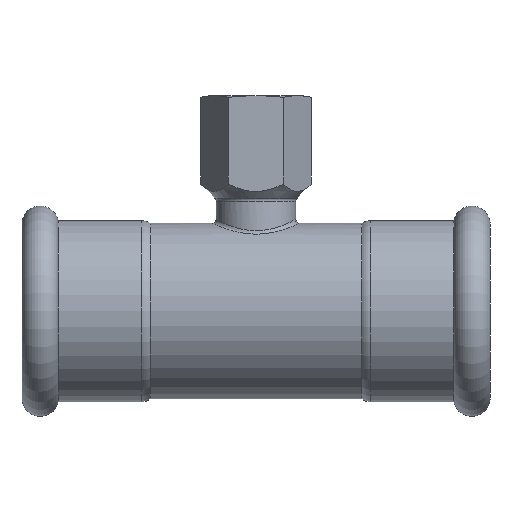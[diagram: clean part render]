
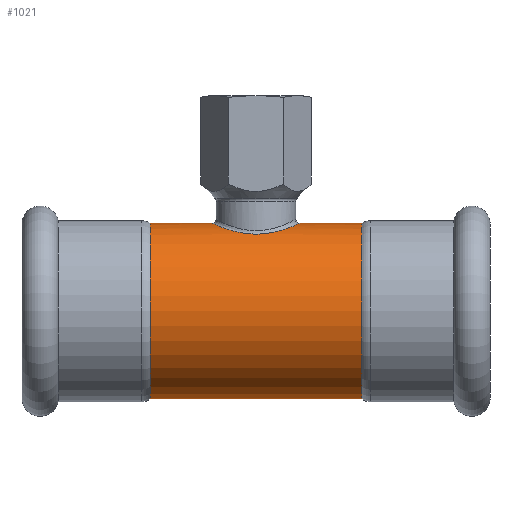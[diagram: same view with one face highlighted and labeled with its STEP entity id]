
A CAD part, front view. The second image highlights one B-rep face of the part: STEP entity #1021.
In plain terms, the highlighted cylindrical face has radius 22 mm (diameter 44 mm), a full revolution.
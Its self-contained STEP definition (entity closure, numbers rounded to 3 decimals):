
#54=FACE_BOUND('',#218,.T.);
#59=B_SPLINE_CURVE_WITH_KNOTS('',3,(#1799,#1800,#1801,#1802,#1803,#1804,
#1805,#1806,#1807,#1808,#1809,#1810,#1811,#1812,#1813,#1814,#1815,#1816),
 .UNSPECIFIED.,.T.,.F.,(4,1,1,1,1,1,1,1,1,1,1,1,1,1,1,4),(-6.126,
-5.689,-5.251,-4.813,-4.376,
-3.792,-3.501,-3.209,-2.917,
-2.626,-2.188,-1.75,-1.313,
-0.875,-0.438,0.),.UNSPECIFIED.);
#69=LINE('',#1824,#103);
#103=VECTOR('',#1347,22.);
#137=CYLINDRICAL_SURFACE('',#1129,22.);
#163=FACE_OUTER_BOUND('',#217,.T.);
#217=EDGE_LOOP('',(#721,#722,#723,#724,#725,#726,#727,#728));
#218=EDGE_LOOP('',(#729));
#301=CIRCLE('',#1130,22.);
#302=CIRCLE('',#1131,22.);
#303=CIRCLE('',#1132,22.);
#304=CIRCLE('',#1133,22.);
#305=CIRCLE('',#1134,22.);
#306=CIRCLE('',#1135,22.);
#407=VERTEX_POINT('',#1778);
#409=VERTEX_POINT('',#1818);
#410=VERTEX_POINT('',#1819);
#411=VERTEX_POINT('',#1821);
#412=VERTEX_POINT('',#1823);
#413=VERTEX_POINT('',#1825);
#414=VERTEX_POINT('',#1827);
#534=EDGE_CURVE('',#407,#407,#59,.T.);
#535=EDGE_CURVE('',#409,#410,#301,.T.);
#536=EDGE_CURVE('',#411,#409,#302,.T.);
#537=EDGE_CURVE('',#411,#412,#69,.T.);
#538=EDGE_CURVE('',#412,#413,#303,.T.);
#539=EDGE_CURVE('',#413,#414,#304,.T.);
#540=EDGE_CURVE('',#414,#412,#305,.T.);
#541=EDGE_CURVE('',#410,#411,#306,.T.);
#721=ORIENTED_EDGE('',*,*,#535,.F.);
#722=ORIENTED_EDGE('',*,*,#536,.F.);
#723=ORIENTED_EDGE('',*,*,#537,.T.);
#724=ORIENTED_EDGE('',*,*,#538,.T.);
#725=ORIENTED_EDGE('',*,*,#539,.T.);
#726=ORIENTED_EDGE('',*,*,#540,.T.);
#727=ORIENTED_EDGE('',*,*,#537,.F.);
#728=ORIENTED_EDGE('',*,*,#541,.F.);
#729=ORIENTED_EDGE('',*,*,#534,.F.);
#1021=ADVANCED_FACE('',(#163,#54),#137,.T.);
#1129=AXIS2_PLACEMENT_3D('',#1817,#1341,#1342);
#1130=AXIS2_PLACEMENT_3D('',#1820,#1343,#1344);
#1131=AXIS2_PLACEMENT_3D('',#1822,#1345,#1346);
#1132=AXIS2_PLACEMENT_3D('',#1826,#1348,#1349);
#1133=AXIS2_PLACEMENT_3D('',#1828,#1350,#1351);
#1134=AXIS2_PLACEMENT_3D('',#1829,#1352,#1353);
#1135=AXIS2_PLACEMENT_3D('',#1830,#1354,#1355);
#1341=DIRECTION('center_axis',(1.,0.,0.));
#1342=DIRECTION('ref_axis',(0.,1.,0.));
#1343=DIRECTION('center_axis',(1.,0.,0.));
#1344=DIRECTION('ref_axis',(0.,1.,0.));
#1345=DIRECTION('center_axis',(1.,0.,0.));
#1346=DIRECTION('ref_axis',(0.,1.,0.));
#1347=DIRECTION('',(-1.,0.,0.));
#1348=DIRECTION('center_axis',(1.,0.,0.));
#1349=DIRECTION('ref_axis',(0.,1.,0.));
#1350=DIRECTION('center_axis',(1.,0.,0.));
#1351=DIRECTION('ref_axis',(0.,1.,0.));
#1352=DIRECTION('center_axis',(1.,0.,0.));
#1353=DIRECTION('ref_axis',(0.,1.,0.));
#1354=DIRECTION('center_axis',(1.,0.,0.));
#1355=DIRECTION('ref_axis',(0.,1.,0.));
#1778=CARTESIAN_POINT('',(0.,10.522,19.321));
#1799=CARTESIAN_POINT('Ctrl Pts',(0.,10.522,
19.321));
#1800=CARTESIAN_POINT('Ctrl Pts',(-1.672,10.522,19.321));
#1801=CARTESIAN_POINT('Ctrl Pts',(-4.996,9.769,19.754));
#1802=CARTESIAN_POINT('Ctrl Pts',(-8.853,6.805,21.043));
#1803=CARTESIAN_POINT('Ctrl Pts',(-11.091,2.483,22.037));
#1804=CARTESIAN_POINT('Ctrl Pts',(-11.089,-3.037,22.043));
#1805=CARTESIAN_POINT('Ctrl Pts',(-8.485,-7.244,20.868));
#1806=CARTESIAN_POINT('Ctrl Pts',(-4.89,-9.596,19.814));
#1807=CARTESIAN_POINT('Ctrl Pts',(-1.697,-10.562,19.301));
#1808=CARTESIAN_POINT('Ctrl Pts',(1.698,-10.561,19.299));
#1809=CARTESIAN_POINT('Ctrl Pts',(5.422,-9.437,19.902));
#1810=CARTESIAN_POINT('Ctrl Pts',(8.855,-6.807,21.04));
#1811=CARTESIAN_POINT('Ctrl Pts',(11.09,-2.482,22.04));
#1812=CARTESIAN_POINT('Ctrl Pts',(11.09,2.481,22.038));
#1813=CARTESIAN_POINT('Ctrl Pts',(8.854,6.808,21.043));
#1814=CARTESIAN_POINT('Ctrl Pts',(4.995,9.768,19.755));
#1815=CARTESIAN_POINT('Ctrl Pts',(1.672,10.522,19.321));
#1816=CARTESIAN_POINT('Ctrl Pts',(0.,10.522,
19.321));
#1817=CARTESIAN_POINT('Origin',(22.1,0.,0.));
#1818=CARTESIAN_POINT('',(26.55,22.,0.));
#1819=CARTESIAN_POINT('',(26.55,0.,22.));
#1820=CARTESIAN_POINT('Origin',(26.55,0.,0.));
#1821=CARTESIAN_POINT('',(26.55,-22.,0.));
#1822=CARTESIAN_POINT('Origin',(26.55,0.,0.));
#1823=CARTESIAN_POINT('',(-26.55,-22.,0.));
#1824=CARTESIAN_POINT('',(22.1,-22.,0.));
#1825=CARTESIAN_POINT('',(-26.55,22.,0.));
#1826=CARTESIAN_POINT('Origin',(-26.55,0.,0.));
#1827=CARTESIAN_POINT('',(-26.55,0.,22.));
#1828=CARTESIAN_POINT('Origin',(-26.55,0.,0.));
#1829=CARTESIAN_POINT('Origin',(-26.55,0.,0.));
#1830=CARTESIAN_POINT('Origin',(26.55,0.,0.));
